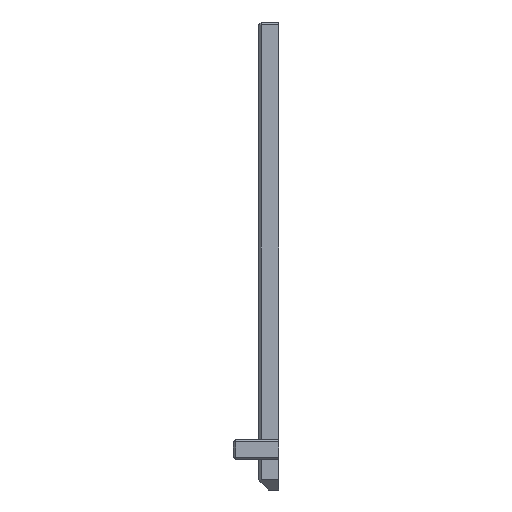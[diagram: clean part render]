
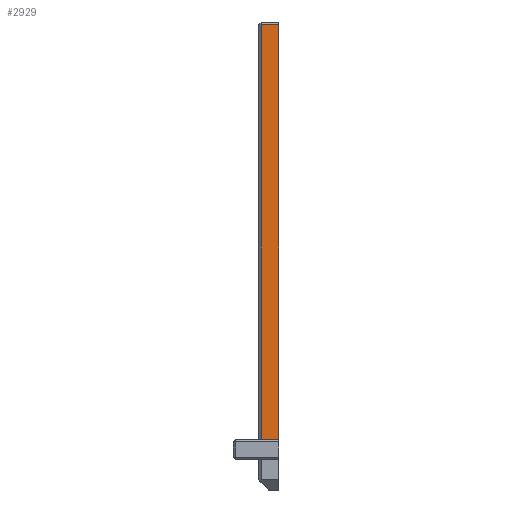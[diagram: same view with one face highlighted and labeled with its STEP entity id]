
A CAD part, left-side view. The second image highlights one B-rep face of the part: STEP entity #2929.
In plain terms, the highlighted planar face has unit normal (-1, 0, 0).
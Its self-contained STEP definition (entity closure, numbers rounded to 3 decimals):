
#411 = CARTESIAN_POINT ( 'NONE',  ( -26.39, 7.75, 22.942 ) ) ;
#514 = LINE ( 'NONE', #2930, #1171 ) ;
#624 = EDGE_LOOP ( 'NONE', ( #3687, #3058, #3361, #3757 ) ) ;
#796 = CARTESIAN_POINT ( 'NONE',  ( -26.39, 8.75, 186.942 ) ) ;
#898 = CARTESIAN_POINT ( 'NONE',  ( -26.39, 0.75, 22.942 ) ) ;
#975 = AXIS2_PLACEMENT_3D ( 'NONE', #3787, #3201, #1006 ) ;
#1006 = DIRECTION ( 'NONE',  ( 0., 0., -1. ) ) ;
#1051 = CARTESIAN_POINT ( 'NONE',  ( -26.39, 7.75, 186.942 ) ) ;
#1055 = VERTEX_POINT ( 'NONE', #1051 ) ;
#1171 = VECTOR ( 'NONE', #3879, 1000. ) ;
#1273 = CARTESIAN_POINT ( 'NONE',  ( -26.39, 0.75, 186.942 ) ) ;
#1311 = FACE_OUTER_BOUND ( 'NONE', #624, .T. ) ;
#1334 = VECTOR ( 'NONE', #2597, 1000. ) ;
#1510 = DIRECTION ( 'NONE',  ( 0., 0., -1. ) ) ;
#1666 = VERTEX_POINT ( 'NONE', #411 ) ;
#1704 = DIRECTION ( 'NONE',  ( 0., 0., -1. ) ) ;
#1748 = LINE ( 'NONE', #3293, #2897 ) ;
#1859 = EDGE_CURVE ( 'NONE', #2768, #2228, #2085, .T. ) ;
#2085 = LINE ( 'NONE', #3975, #3387 ) ;
#2228 = VERTEX_POINT ( 'NONE', #898 ) ;
#2553 = PLANE ( 'NONE',  #975 ) ;
#2597 = DIRECTION ( 'NONE',  ( 0., 1., 0. ) ) ;
#2768 = VERTEX_POINT ( 'NONE', #1273 ) ;
#2897 = VECTOR ( 'NONE', #1704, 1000. ) ;
#2923 = LINE ( 'NONE', #796, #1334 ) ;
#2929 = ADVANCED_FACE ( 'NONE', ( #1311 ), #2553, .F. ) ;
#2930 = CARTESIAN_POINT ( 'NONE',  ( -26.39, -12.056, 22.942 ) ) ;
#3058 = ORIENTED_EDGE ( 'NONE', *, *, #3866, .T. ) ;
#3201 = DIRECTION ( 'NONE',  ( 1., 0., 0. ) ) ;
#3293 = CARTESIAN_POINT ( 'NONE',  ( -26.39, 7.75, 187.942 ) ) ;
#3361 = ORIENTED_EDGE ( 'NONE', *, *, #3838, .T. ) ;
#3387 = VECTOR ( 'NONE', #1510, 1000. ) ;
#3472 = EDGE_CURVE ( 'NONE', #2228, #1666, #514, .T. ) ;
#3687 = ORIENTED_EDGE ( 'NONE', *, *, #1859, .F. ) ;
#3757 = ORIENTED_EDGE ( 'NONE', *, *, #3472, .F. ) ;
#3787 = CARTESIAN_POINT ( 'NONE',  ( -26.39, 8.75, 187.942 ) ) ;
#3838 = EDGE_CURVE ( 'NONE', #1055, #1666, #1748, .T. ) ;
#3866 = EDGE_CURVE ( 'NONE', #2768, #1055, #2923, .T. ) ;
#3879 = DIRECTION ( 'NONE',  ( 0., 1., 0. ) ) ;
#3975 = CARTESIAN_POINT ( 'NONE',  ( -26.39, 0.75, 187.942 ) ) ;
